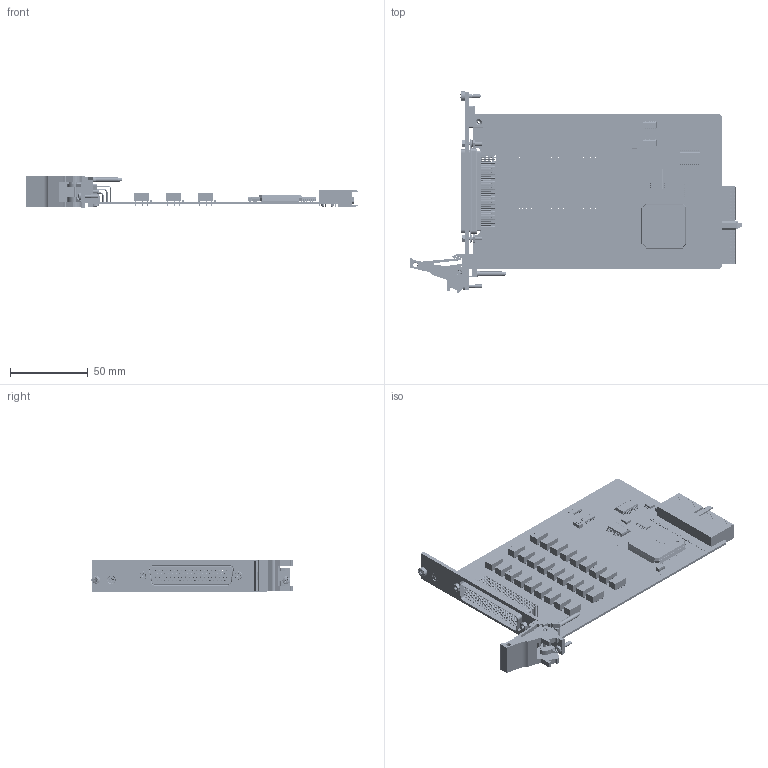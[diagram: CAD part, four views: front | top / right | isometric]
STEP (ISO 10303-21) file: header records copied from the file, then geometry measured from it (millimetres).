
FILE_DESCRIPTION (( 'STEP AP214' ), '1' );
FILE_NAME ('40-131-201.STEP', '2013-08-21T11:57:19', ( 'admin' ), ( '' ), 'SwSTEP 2.0', 'SolidWorks 2012', '' );
FILE_SCHEMA (( 'AUTOMOTIVE_DESIGN' ));
Length unit declared in the file: millimetre
Products named in the file (1): 40-131-201
Bounding box: 214.01 x 129.67 x 20 mm (x, y, z)
Surface area: 71089.6 mm2 (no closed solid volume)
Topology: 0 solids, 958 shells, 3839 faces, 14837 edges, 11375 vertices
Faces by surface type: plane 2448, cylinder 1149, torus 175, bspline 36, cone 26, sphere 5
Full cylindrical faces by diameter (mm): 0.313 x1, 0.4 x216, 0.5 x1, 0.6 x169, 0.77 x156, 1.046 x182, 1.097 x26, 1.4 x10, 1.496 x2, 1.595 x8, 2 x5, 2.05 x3, 2.497 x1, 2.5 x6, 2.6 x1, 2.7 x1, 2.8 x1, 3 x3, 4.7 x1, 4.85 x2, 5 x3, 5.2 x2, 5.3 x1, 5.5 x2, 5.7 x1, 6 x1
Entity records: 201990 total; most frequent: CARTESIAN_POINT 41499, DIRECTION 23867, ORIENTED_EDGE 18662, EDGE_CURVE 13728, VERTEX_POINT 11253, LINE 9623, VECTOR 9623, AXIS2_PLACEMENT_3D 7122
